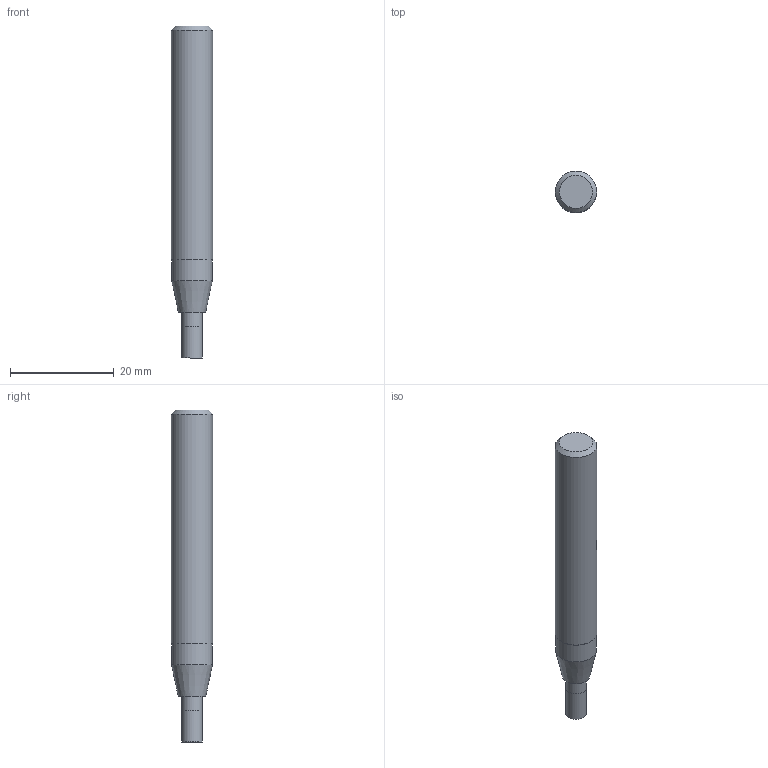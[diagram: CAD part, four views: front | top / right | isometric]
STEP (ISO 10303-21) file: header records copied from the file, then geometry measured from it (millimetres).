
FILE_DESCRIPTION (( 'STEP AP203' ), '1' );
FILE_NAME ('384657.step', '2022-01-11T10:23:10', ( '' ), ( '' ), 'SwSTEP 2.0', 'SolidWorks 2019', '' );
FILE_SCHEMA (( 'CONFIG_CONTROL_DESIGN' ));
Length unit declared in the file: millimetre
Products named in the file (1): 384657
Bounding box: 8 x 8 x 64 mm (x, y, z)
Volume: 2777.3 mm3; surface area: 1558.7 mm2
Topology: 2 solids, 2 shells, 12 faces, 16 edges, 10 vertices
Faces by surface type: plane 6, cylinder 4, cone 2
Full cylindrical faces by diameter (mm): 4 x2, 7.9 x1, 8 x1
Entity records: 299 total; most frequent: DIRECTION 46, CARTESIAN_POINT 33, AXIS2_PLACEMENT_3D 23, EDGE_LOOP 20, ORIENTED_EDGE 20, FACE_OUTER_BOUND 16, ADVANCED_FACE 12, VERTEX_POINT 10
